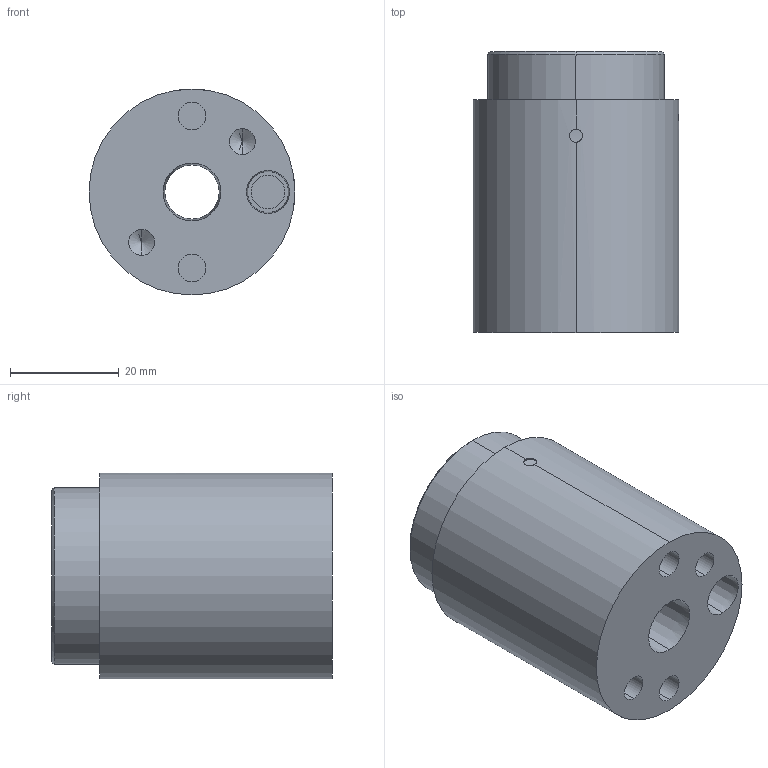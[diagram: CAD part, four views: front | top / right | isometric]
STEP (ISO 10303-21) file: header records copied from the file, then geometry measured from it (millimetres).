
FILE_DESCRIPTION (( 'STEP AP214' ), '1' );
FILE_NAME ('CTSC-003206.STEP', '2025-04-24T15:14:37', ( '' ), ( '' ), 'SwSTEP 2.0', 'SolidWorks 2023', '' );
FILE_SCHEMA (( 'AUTOMOTIVE_DESIGN' ));
Length unit declared in the file: inch
Products named in the file (1): CTSC-003206
Bounding box: 37.85 x 51.61 x 37.85 mm (x, y, z)
Volume: 48097.3 mm3; surface area: 11104.4 mm2
Topology: 1 solids, 2 shells, 108 faces, 253 edges, 160 vertices
Faces by surface type: plane 52, cylinder 38, cone 18
Entity records: 4408 total; most frequent: CARTESIAN_POINT 660, DIRECTION 555, ORIENTED_EDGE 498, EDGE_CURVE 249, AXIS2_PLACEMENT_3D 211, VERTEX_POINT 160, VECTOR 133, LINE 133
